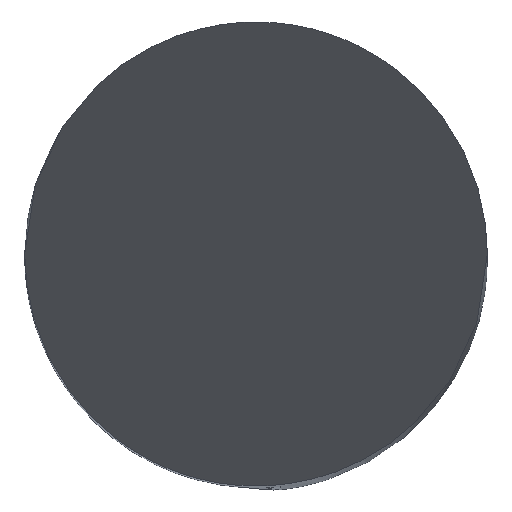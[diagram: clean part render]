
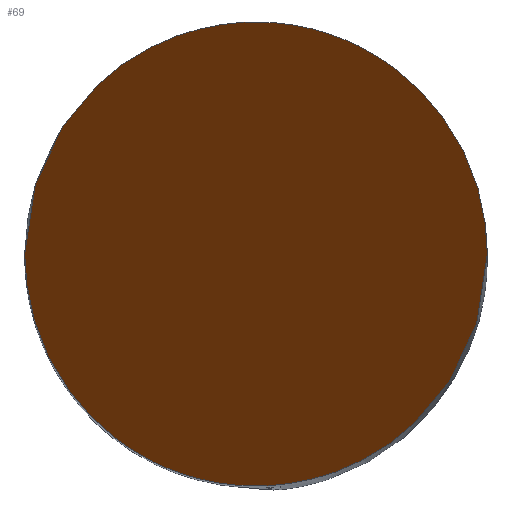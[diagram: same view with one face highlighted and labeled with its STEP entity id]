
A CAD part, top view. The second image highlights one B-rep face of the part: STEP entity #69.
In plain terms, the highlighted planar face has unit normal (0, -0.866, 0.5).
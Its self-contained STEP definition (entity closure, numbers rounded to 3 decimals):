
#54=PLANE('',#492);
#69=ADVANCED_FACE('',(#100),#54,.F.);
#100=FACE_OUTER_BOUND('',#124,.T.);
#124=EDGE_LOOP('',(#236,#237));
#236=ORIENTED_EDGE('',*,*,#357,.F.);
#237=ORIENTED_EDGE('',*,*,#365,.F.);
#314=VERTEX_POINT('',#876);
#315=VERTEX_POINT('',#877);
#357=EDGE_CURVE('',#314,#315,#435,.T.);
#365=EDGE_CURVE('',#315,#314,#438,.T.);
#435=(
BOUNDED_CURVE()
B_SPLINE_CURVE(3,(#872,#873,#874,#875),.UNSPECIFIED.,.F.,.F.)
B_SPLINE_CURVE_WITH_KNOTS((4,4),(0.,1.),.UNSPECIFIED.)
CURVE()
GEOMETRIC_REPRESENTATION_ITEM()
RATIONAL_B_SPLINE_CURVE((1.,0.333,0.333,1.))
REPRESENTATION_ITEM('')
);
#438=(
BOUNDED_CURVE()
B_SPLINE_CURVE(3,(#933,#934,#935,#936),.UNSPECIFIED.,.F.,.F.)
B_SPLINE_CURVE_WITH_KNOTS((4,4),(0.,1.),.UNSPECIFIED.)
CURVE()
GEOMETRIC_REPRESENTATION_ITEM()
RATIONAL_B_SPLINE_CURVE((1.,0.333,0.333,1.))
REPRESENTATION_ITEM('')
);
#492=AXIS2_PLACEMENT_3D('',#980,#544,#545);
#544=DIRECTION('',(0.,0.866,-0.5));
#545=DIRECTION('',(0.,-0.5,-0.866));
#872=CARTESIAN_POINT('',(-3.5,0.,0.));
#873=CARTESIAN_POINT('',(-3.5,7.,12.124));
#874=CARTESIAN_POINT('',(3.5,7.,12.124));
#875=CARTESIAN_POINT('',(3.5,0.,0.));
#876=CARTESIAN_POINT('',(-3.5,0.,0.));
#877=CARTESIAN_POINT('',(3.5,0.,0.));
#933=CARTESIAN_POINT('',(3.5,0.,0.));
#934=CARTESIAN_POINT('',(3.5,-7.,-12.124));
#935=CARTESIAN_POINT('',(-3.5,-7.,-12.124));
#936=CARTESIAN_POINT('',(-3.5,0.,0.));
#980=CARTESIAN_POINT('',(3.5,3.5,6.062));
